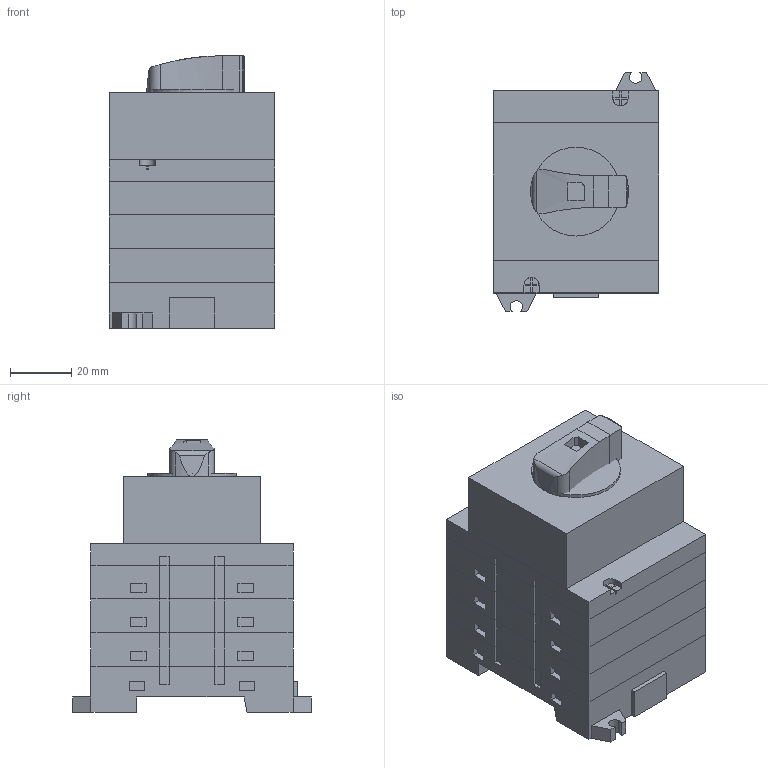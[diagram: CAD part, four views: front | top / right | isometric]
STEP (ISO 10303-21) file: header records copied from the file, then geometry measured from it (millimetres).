
FILE_DESCRIPTION(/* description */ (''),/* implementation_level */ '2;1');
FILE_NAME(/* name */ '3d_roziz_003.stp',/* time_stamp */ '2016-02-09T11:38:05+01:00',/* author */ ('Andrzej'),/* organization */ (''),/* preprocessor_version */ 'ST-DEVELOPER v15.5',/* originating_system */ 'AutoCAD Mechanical',/* authorisation */ '');
FILE_SCHEMA (('AUTOMOTIVE_DESIGN { 1 0 10303 214 3 1 1 }'));
Length unit declared in the file: millimetre
Products named in the file (1): Product
Bounding box: 54 x 78 x 89 mm (x, y, z)
Volume: 243932.7 mm3; surface area: 63095.4 mm2
Topology: 11 solids, 11 shells, 291 faces, 752 edges, 500 vertices
Faces by surface type: plane 264, cylinder 27
Full cylindrical faces by diameter (mm): 29 x1
Entity records: 8830 total; most frequent: CARTESIAN_POINT 1670, ORIENTED_EDGE 1504, DIRECTION 1373, EDGE_CURVE 750, LINE 677, VECTOR 677, VERTEX_POINT 499, AXIS2_PLACEMENT_3D 348
